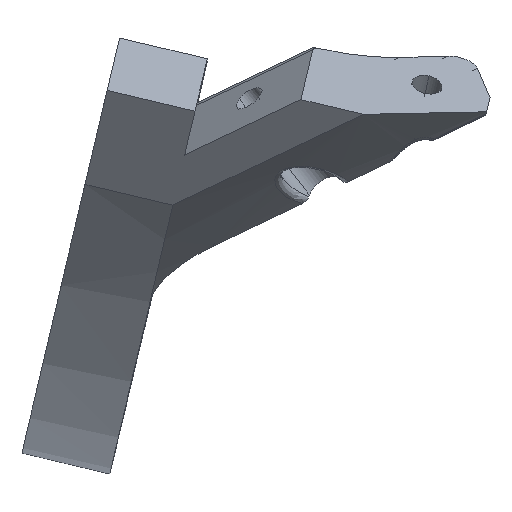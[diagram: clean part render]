
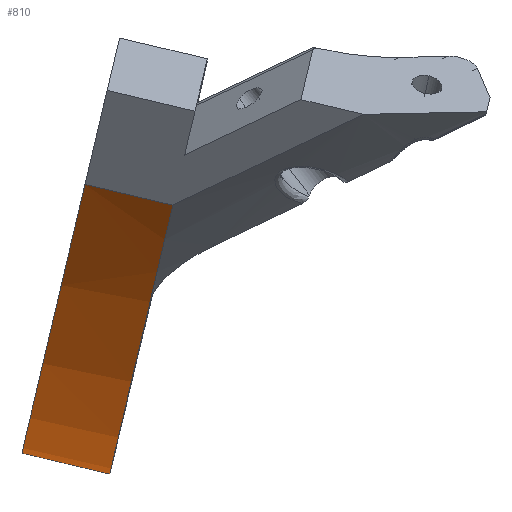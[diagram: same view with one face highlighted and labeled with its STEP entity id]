
A CAD part, top view. The second image highlights one B-rep face of the part: STEP entity #810.
In plain terms, the highlighted cylindrical face has radius 241.476 mm (diameter 482.953 mm), a partial arc.
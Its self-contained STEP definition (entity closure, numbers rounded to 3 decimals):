
#15 = EDGE_CURVE ( 'NONE', #1428, #718, #98, .T. ) ;
#28 = VERTEX_POINT ( 'NONE', #2078 ) ;
#84 = EDGE_CURVE ( 'NONE', #2754, #1251, #444, .T. ) ;
#98 = CIRCLE ( 'NONE', #614, 241.476 ) ;
#165 = CARTESIAN_POINT ( 'NONE',  ( 0.759, 12.912, 0. ) ) ;
#378 = DIRECTION ( 'NONE',  ( 0.973, -0.23, 0. ) ) ;
#440 = DIRECTION ( 'NONE',  ( 0., 0., 1. ) ) ;
#444 = CIRCLE ( 'NONE', #2428, 241.476 ) ;
#485 = DIRECTION ( 'NONE',  ( 0.973, -0.23, 0. ) ) ;
#614 = AXIS2_PLACEMENT_3D ( 'NONE', #774, #3494, #1006 ) ;
#636 = CARTESIAN_POINT ( 'NONE',  ( 0.759, 12.912, -12. ) ) ;
#674 = CIRCLE ( 'NONE', #2261, 241.476 ) ;
#692 = CARTESIAN_POINT ( 'NONE',  ( 194.255, -14.619, -12. ) ) ;
#718 = VERTEX_POINT ( 'NONE', #2939 ) ;
#774 = CARTESIAN_POINT ( 'NONE',  ( 128.612, 217.764, 0. ) ) ;
#810 = ADVANCED_FACE ( 'Fl�che12', ( #1033 ), #814, .T. ) ;
#814 = CYLINDRICAL_SURFACE ( 'NONE', #3460, 241.476 ) ;
#920 = VECTOR ( 'NONE', #440, 1000. ) ;
#923 = ORIENTED_EDGE ( 'NONE', *, *, #84, .F. ) ;
#949 = ORIENTED_EDGE ( 'NONE', *, *, #1188, .T. ) ;
#1006 = DIRECTION ( 'NONE',  ( 0.973, -0.23, 0. ) ) ;
#1033 = FACE_OUTER_BOUND ( 'NONE', #3311, .T. ) ;
#1043 = DIRECTION ( 'NONE',  ( 0.973, -0.23, 0. ) ) ;
#1188 = EDGE_CURVE ( 'NONE', #2754, #28, #3258, .T. ) ;
#1240 = VECTOR ( 'NONE', #3278, 1000. ) ;
#1251 = VERTEX_POINT ( 'NONE', #636 ) ;
#1381 = CARTESIAN_POINT ( 'NONE',  ( 194.255, -14.619, -12. ) ) ;
#1428 = VERTEX_POINT ( 'NONE', #165 ) ;
#1439 = CARTESIAN_POINT ( 'NONE',  ( 128.612, 217.764, 0. ) ) ;
#1892 = CARTESIAN_POINT ( 'NONE',  ( 128.612, 217.764, -12. ) ) ;
#2078 = CARTESIAN_POINT ( 'NONE',  ( 194.255, -14.619, 0. ) ) ;
#2261 = AXIS2_PLACEMENT_3D ( 'NONE', #1439, #3065, #378 ) ;
#2269 = EDGE_CURVE ( 'NONE', #1251, #1428, #2587, .T. ) ;
#2313 = ORIENTED_EDGE ( 'NONE', *, *, #15, .F. ) ;
#2404 = ORIENTED_EDGE ( 'NONE', *, *, #2269, .F. ) ;
#2428 = AXIS2_PLACEMENT_3D ( 'NONE', #3458, #2663, #1043 ) ;
#2587 = LINE ( 'NONE', #3372, #920 ) ;
#2663 = DIRECTION ( 'NONE',  ( 0., 0., -1. ) ) ;
#2701 = ORIENTED_EDGE ( 'NONE', *, *, #3215, .T. ) ;
#2754 = VERTEX_POINT ( 'NONE', #692 ) ;
#2939 = CARTESIAN_POINT ( 'NONE',  ( 24.815, -0.266, 0. ) ) ;
#2972 = DIRECTION ( 'NONE',  ( 0., 0., 1. ) ) ;
#3065 = DIRECTION ( 'NONE',  ( 0., 0., -1. ) ) ;
#3215 = EDGE_CURVE ( 'Kante3', #28, #718, #674, .T. ) ;
#3258 = LINE ( 'NONE', #1381, #1240 ) ;
#3278 = DIRECTION ( 'NONE',  ( 0., 0., 1. ) ) ;
#3311 = EDGE_LOOP ( 'NONE', ( #923, #949, #2701, #2313, #2404 ) ) ;
#3372 = CARTESIAN_POINT ( 'NONE',  ( 0.759, 12.912, -12. ) ) ;
#3458 = CARTESIAN_POINT ( 'NONE',  ( 128.612, 217.764, -12. ) ) ;
#3460 = AXIS2_PLACEMENT_3D ( 'NONE', #1892, #2972, #485 ) ;
#3494 = DIRECTION ( 'NONE',  ( 0., 0., 1. ) ) ;
